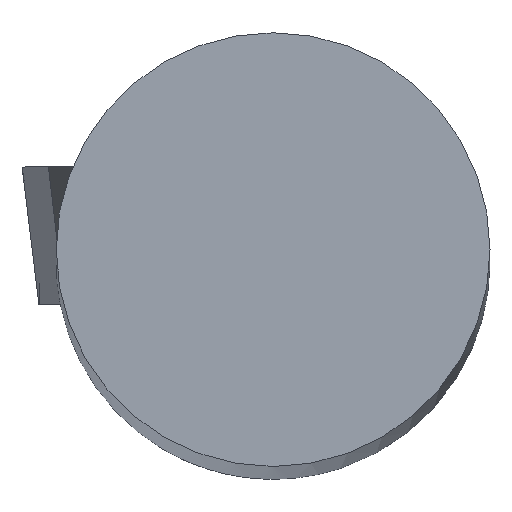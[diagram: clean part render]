
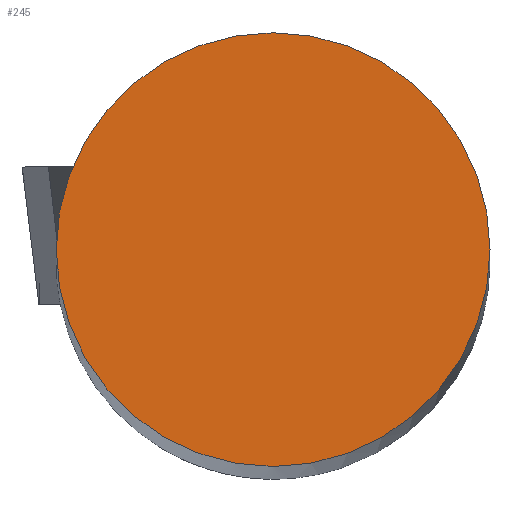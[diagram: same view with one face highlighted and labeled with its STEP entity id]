
A CAD part, top view. The second image highlights one B-rep face of the part: STEP entity #245.
In plain terms, the highlighted planar face has unit normal (0, 0, 1).
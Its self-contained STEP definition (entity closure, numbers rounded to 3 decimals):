
#139=EDGE_CURVE('240[2]',#388,#388,#389,.F.);
#245=ADVANCED_FACE('240[2]',(#549),#550,.F.);
#388=VERTEX_POINT('',#716);
#389=CIRCLE('',#717,2.5);
#549=FACE_OUTER_BOUND('',#1000,.T.);
#550=PLANE('',#1001);
#716=CARTESIAN_POINT('',(0.,-2.5,85.0));
#717=AXIS2_PLACEMENT_3D('',#1312,#1313,#1314);
#1000=EDGE_LOOP('',(#1517));
#1001=AXIS2_PLACEMENT_3D('',#1518,#1519,#1520);
#1312=CARTESIAN_POINT('',(0.0,0.0,85.0));
#1313=DIRECTION('',(0.0,0.0,-1.0));
#1314=DIRECTION('',(0.,1.0,0.0));
#1517=ORIENTED_EDGE('',*,*,#139,.T.);
#1518=CARTESIAN_POINT('',(-2.5,0.,85.0));
#1519=DIRECTION('',(0.0,0.0,-1.0));
#1520=DIRECTION('',(0.,1.0,0.0));
